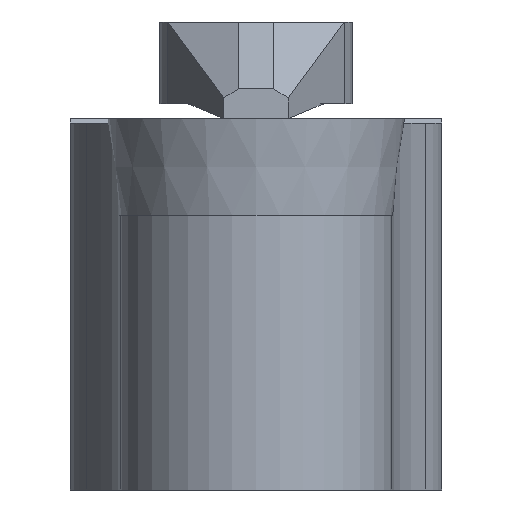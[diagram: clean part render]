
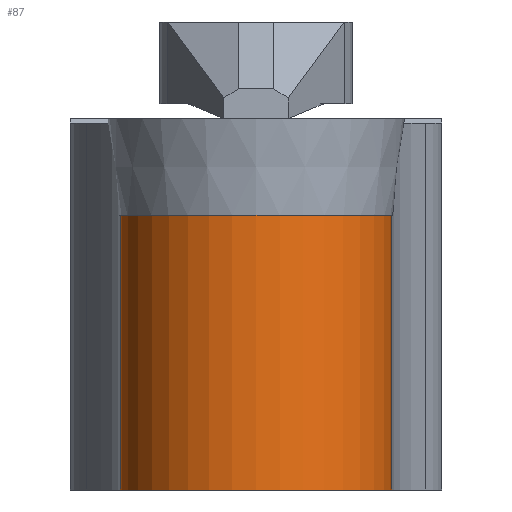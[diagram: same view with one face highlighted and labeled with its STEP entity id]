
A CAD part, left-side view. The second image highlights one B-rep face of the part: STEP entity #87.
In plain terms, the highlighted cylindrical face has radius 9.152 mm (diameter 18.304 mm), a partial arc.
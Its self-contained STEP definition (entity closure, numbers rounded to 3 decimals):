
#47=CYLINDRICAL_SURFACE('',#576,9.152);
#54=FACE_OUTER_BOUND('',#143,.T.);
#87=ADVANCED_FACE('',(#54),#47,.T.);
#143=EDGE_LOOP('',(#210,#211,#212,#213));
#179=CIRCLE('',#574,9.152);
#180=CIRCLE('',#575,9.152);
#210=ORIENTED_EDGE('',*,*,#407,.F.);
#211=ORIENTED_EDGE('',*,*,#408,.T.);
#212=ORIENTED_EDGE('',*,*,#409,.F.);
#213=ORIENTED_EDGE('',*,*,#404,.F.);
#353=VERTEX_POINT('',#803);
#354=VERTEX_POINT('',#805);
#356=VERTEX_POINT('',#811);
#357=VERTEX_POINT('',#813);
#404=EDGE_CURVE('',#353,#354,#470,.T.);
#407=EDGE_CURVE('',#356,#353,#179,.T.);
#408=EDGE_CURVE('',#356,#357,#473,.T.);
#409=EDGE_CURVE('',#354,#357,#180,.T.);
#470=LINE('',#804,#520);
#473=LINE('',#812,#523);
#520=VECTOR('',#639,1.);
#523=VECTOR('',#646,1.);
#574=AXIS2_PLACEMENT_3D('',#810,#644,#645);
#575=AXIS2_PLACEMENT_3D('',#814,#647,#648);
#576=AXIS2_PLACEMENT_3D('',#815,#649,#650);
#639=DIRECTION('',(0.,0.,-1.));
#644=DIRECTION('',(0.,0.,1.));
#645=DIRECTION('',(1.,0.,0.));
#646=DIRECTION('',(0.,0.,-1.));
#647=DIRECTION('',(0.,0.,-1.));
#648=DIRECTION('',(1.,0.,0.));
#649=DIRECTION('',(0.,0.,1.));
#650=DIRECTION('',(1.,0.,0.));
#803=CARTESIAN_POINT('',(10.,-9.152,-6.5));
#804=CARTESIAN_POINT('',(10.,-9.152,-35.));
#805=CARTESIAN_POINT('',(10.,-9.152,-25.));
#810=CARTESIAN_POINT('',(10.,0.,-6.5));
#811=CARTESIAN_POINT('',(10.,9.152,-6.5));
#812=CARTESIAN_POINT('',(10.,9.152,-35.));
#813=CARTESIAN_POINT('',(10.,9.152,-25.));
#814=CARTESIAN_POINT('',(10.,0.,-25.));
#815=CARTESIAN_POINT('',(10.,0.,-35.));
